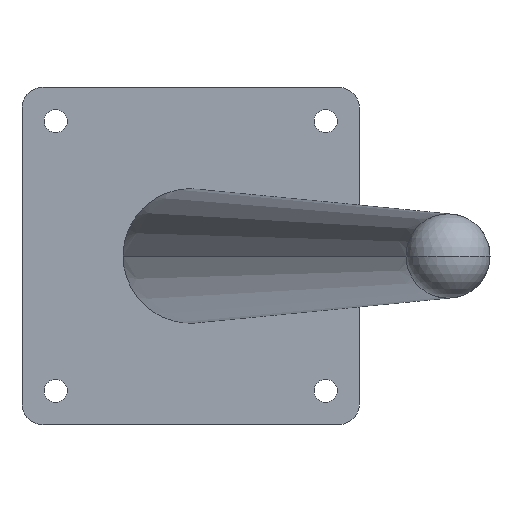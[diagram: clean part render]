
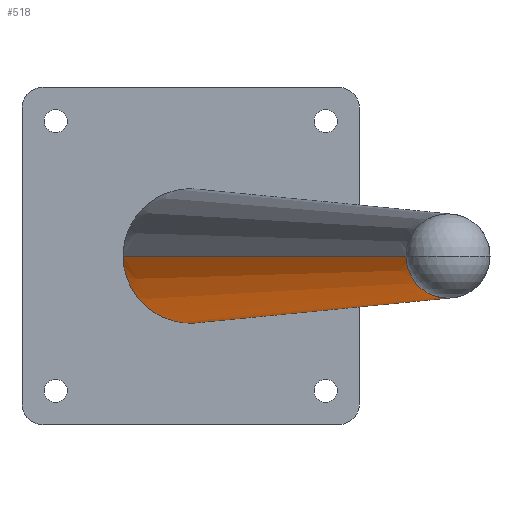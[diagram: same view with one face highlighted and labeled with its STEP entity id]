
A CAD part, front view. The second image highlights one B-rep face of the part: STEP entity #518.
In plain terms, the highlighted conical face has half-angle 0.487 degrees and reference radius 10 mm.
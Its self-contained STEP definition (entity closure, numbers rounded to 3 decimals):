
#20 = VECTOR ( 'NONE', #354, 1000. ) ;
#24 = CARTESIAN_POINT ( 'NONE',  ( -16.024, -2.5, 0. ) ) ;
#42 = CARTESIAN_POINT ( 'NONE',  ( 70.985, -699.128, 0. ) ) ;
#68 = LINE ( 'NONE', #691, #20 ) ;
#69 =( BOUNDED_CURVE ( )  B_SPLINE_CURVE ( 3, ( #24, #252, #369, #480 ),
 .UNSPECIFIED., .F., .F. ) 
 B_SPLINE_CURVE_WITH_KNOTS ( ( 4, 4 ),
 ( 0., 3.142 ),
 .UNSPECIFIED. ) 
 CURVE ( )  GEOMETRIC_REPRESENTATION_ITEM ( )  RATIONAL_B_SPLINE_CURVE ( ( 1., 0.333, 0.333, 1. ) ) 
 REPRESENTATION_ITEM ( '' )  );
#82 = DIRECTION ( 'NONE',  ( -0.096, 0.995, 0. ) ) ;
#87 = EDGE_CURVE ( 'NONE', #284, #163, #140, .T. ) ;
#94 = CARTESIAN_POINT ( 'NONE',  ( 61.023, -700., 0. ) ) ;
#140 = CIRCLE ( 'NONE', #717, 10. ) ;
#155 = VERTEX_POINT ( 'NONE', #204 ) ;
#163 = VERTEX_POINT ( 'NONE', #663 ) ;
#175 = CONICAL_SURFACE ( 'NONE', #593, 10., 0.008 ) ;
#181 = FACE_OUTER_BOUND ( 'NONE', #236, .T. ) ;
#204 = CARTESIAN_POINT ( 'NONE',  ( -16.024, -2.5, 0. ) ) ;
#232 = VERTEX_POINT ( 'NONE', #456 ) ;
#233 = CARTESIAN_POINT ( 'NONE',  ( 61.023, -700., 0. ) ) ;
#236 = EDGE_LOOP ( 'NONE', ( #405, #243, #341, #268 ) ) ;
#243 = ORIENTED_EDGE ( 'NONE', *, *, #87, .T. ) ;
#252 = CARTESIAN_POINT ( 'NONE',  ( -16.024, -2.5, -31.902 ) ) ;
#261 = DIRECTION ( 'NONE',  ( -0.996, -0.087, 0. ) ) ;
#268 = ORIENTED_EDGE ( 'NONE', *, *, #654, .T. ) ;
#280 = DIRECTION ( 'NONE',  ( -0.087, 0.996, 0. ) ) ;
#284 = VERTEX_POINT ( 'NONE', #42 ) ;
#318 = LINE ( 'NONE', #425, #696 ) ;
#341 = ORIENTED_EDGE ( 'NONE', *, *, #604, .T. ) ;
#354 = DIRECTION ( 'NONE',  ( -0.079, 0.997, 0. ) ) ;
#369 = CARTESIAN_POINT ( 'NONE',  ( 16., -2.5, -31.902 ) ) ;
#405 = ORIENTED_EDGE ( 'NONE', *, *, #429, .F. ) ;
#425 = CARTESIAN_POINT ( 'NONE',  ( 51.061, -700.872, 0. ) ) ;
#429 = EDGE_CURVE ( 'NONE', #284, #232, #68, .T. ) ;
#456 = CARTESIAN_POINT ( 'NONE',  ( 16., -2.5, 0. ) ) ;
#480 = CARTESIAN_POINT ( 'NONE',  ( 16., -2.5, 0. ) ) ;
#518 = ADVANCED_FACE ( 'NONE', ( #181 ), #175, .T. ) ;
#521 = DIRECTION ( 'NONE',  ( -0.996, -0.087, 0. ) ) ;
#593 = AXIS2_PLACEMENT_3D ( 'NONE', #233, #280, #521 ) ;
#604 = EDGE_CURVE ( 'NONE', #163, #155, #318, .T. ) ;
#610 = DIRECTION ( 'NONE',  ( -0.087, 0.996, 0. ) ) ;
#654 = EDGE_CURVE ( 'NONE', #155, #232, #69, .T. ) ;
#663 = CARTESIAN_POINT ( 'NONE',  ( 51.061, -700.872, 0. ) ) ;
#691 = CARTESIAN_POINT ( 'NONE',  ( 70.985, -699.128, 0. ) ) ;
#696 = VECTOR ( 'NONE', #82, 1000. ) ;
#717 = AXIS2_PLACEMENT_3D ( 'NONE', #94, #610, #261 ) ;
